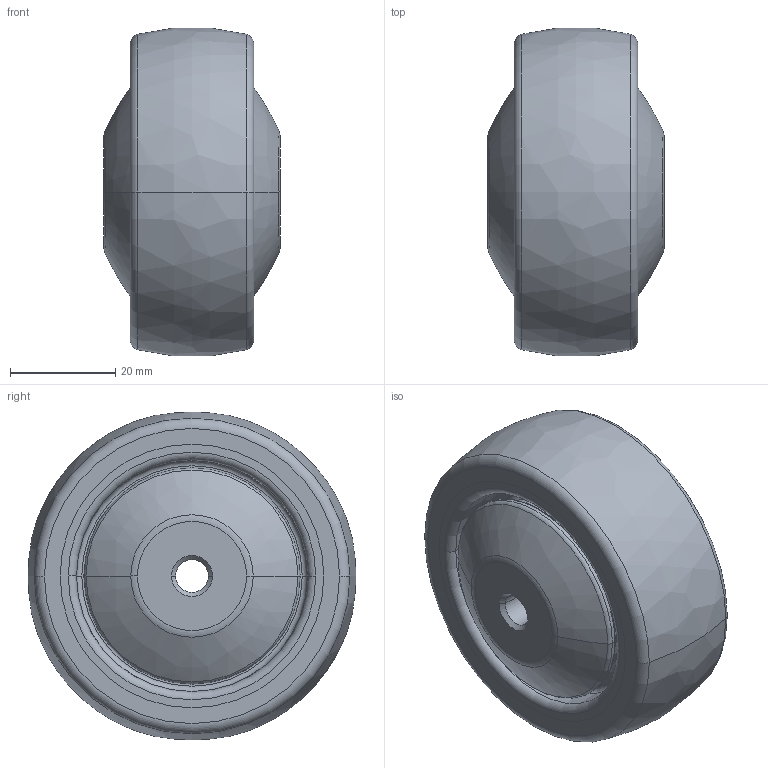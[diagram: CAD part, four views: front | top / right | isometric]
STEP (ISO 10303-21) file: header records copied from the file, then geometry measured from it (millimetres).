
FILE_DESCRIPTION((''),'2;1');
FILE_NAME('PRT0016','2025-09-19T18:48:46',('Administrator'),(''),'CREO PARAMETRIC BY PTC INC, 2022124','CREO PARAMETRIC BY PTC INC, 2022124','');
FILE_SCHEMA(('AUTOMOTIVE_DESIGN { 1 0 10303 214 1 1 1 1 }'));
Length unit declared in the file: millimetre
Products named in the file (1): PRT0016
Bounding box: 33.5 x 62.2 x 62.2 mm (x, y, z)
Surface area: 14627.6 mm2 (no closed solid volume)
Topology: 0 solids, 5 shells, 72 faces, 154 edges, 92 vertices
Faces by surface type: torus 32, cone 16, plane 10, cylinder 8, bspline 6
Entity records: 2776 total; most frequent: CARTESIAN_POINT 494, DIRECTION 439, ORIENTED_EDGE 288, AXIS2_PLACEMENT_3D 206, EDGE_CURVE 154, CIRCLE 130, VERTEX_POINT 92, EDGE_LOOP 82
